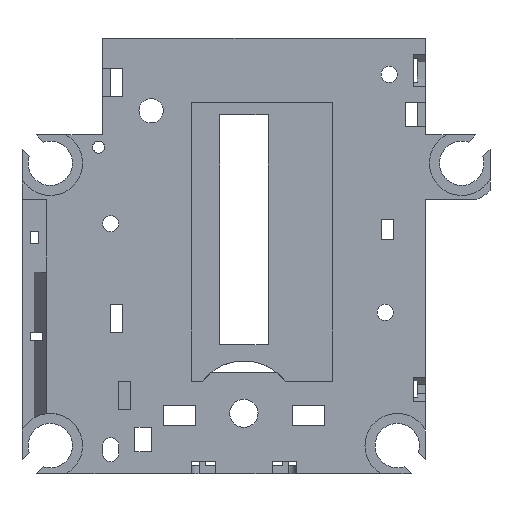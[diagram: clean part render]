
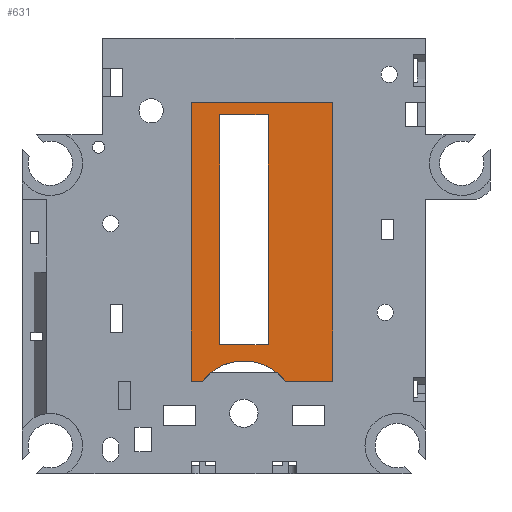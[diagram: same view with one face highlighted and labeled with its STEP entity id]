
A CAD part, front view. The second image highlights one B-rep face of the part: STEP entity #631.
In plain terms, the highlighted planar face has unit normal (0, -1, 0).
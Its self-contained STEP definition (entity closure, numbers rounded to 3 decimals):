
#541=CARTESIAN_POINT('POINT54',(6.,-139.,74.));
#542=VERTEX_POINT('VERTEX54',#541);
#543=CARTESIAN_POINT('POINT55',(-6.,-139.,74.));
#544=VERTEX_POINT('VERTEX55',#543);
#545=CARTESIAN_POINT('POS57',(3.,-139.,74.));
#546=DIRECTION('DIR80',(-1.,0.,0.));
#547=VECTOR('VEC34',#546,1.);
#548=LINE('STRAIGHT34',#545,#547);
#549=EDGE_CURVE('EDGE63',#542,#544,#548,.T.);
#550=ORIENTED_EDGE('COEDGE72',*,*,#549,.F.);
#551=CARTESIAN_POINT('POINT56',(6.,-139.,17.));
#552=VERTEX_POINT('VERTEX56',#551);
#553=CARTESIAN_POINT('POS58',(6.,-139.,8.5));
#554=DIRECTION('DIR81',(0.,0.,1.));
#555=VECTOR('VEC35',#554,1.);
#556=LINE('STRAIGHT35',#553,#555);
#557=EDGE_CURVE('EDGE64',#552,#542,#556,.T.);
#558=ORIENTED_EDGE('COEDGE73',*,*,#557,.F.);
#559=CARTESIAN_POINT('POINT57',(-6.,-139.,17.));
#560=VERTEX_POINT('VERTEX57',#559);
#561=CARTESIAN_POINT('POS59',(-3.,-139.,17.));
#562=DIRECTION('DIR82',(1.,0.,0.));
#563=VECTOR('VEC36',#562,1.);
#564=LINE('STRAIGHT36',#561,#563);
#565=EDGE_CURVE('EDGE65',#560,#552,#564,.T.);
#566=ORIENTED_EDGE('COEDGE74',*,*,#565,.F.);
#567=CARTESIAN_POINT('POS60',(-6.,-139.,37.));
#568=DIRECTION('DIR83',(0.,0.,-1.));
#569=VECTOR('VEC37',#568,1.);
#570=LINE('STRAIGHT37',#567,#569);
#571=EDGE_CURVE('EDGE66',#544,#560,#570,.T.);
#572=ORIENTED_EDGE('COEDGE75',*,*,#571,.F.);
#573=EDGE_LOOP('NONE',(#550,#558,#566,#572));
#574=FACE_BOUND('LOOP1',#573,.T.);
#575=CARTESIAN_POINT('POINT58',(10.247,-139.,
   8.));
#576=VERTEX_POINT('VERTEX58',#575);
#577=CARTESIAN_POINT('POINT59',(22.,-139.,8.));
#578=VERTEX_POINT('VERTEX59',#577);
#579=CARTESIAN_POINT('POS61',(-6.5,-139.,8.));
#580=DIRECTION('DIR84',(1.,0.,0.));
#581=VECTOR('VEC38',#580,1.);
#582=LINE('STRAIGHT38',#579,#581);
#583=EDGE_CURVE('EDGE67',#576,#578,#582,.T.);
#584=ORIENTED_EDGE('COEDGE76',*,*,#583,.T.);
#585=CARTESIAN_POINT('POINT60',(22.,-139.,77.));
#586=VERTEX_POINT('VERTEX60',#585);
#587=CARTESIAN_POINT('POS62',(22.,-139.,4.));
#588=DIRECTION('DIR85',(0.,0.,1.));
#589=VECTOR('VEC39',#588,1.);
#590=LINE('STRAIGHT39',#587,#589);
#591=EDGE_CURVE('EDGE68',#578,#586,#590,.T.);
#592=ORIENTED_EDGE('COEDGE77',*,*,#591,.T.);
#593=CARTESIAN_POINT('POINT61',(-13.,-139.,77.));
#594=VERTEX_POINT('VERTEX61',#593);
#595=CARTESIAN_POINT('POS63',(11.,-139.,77.));
#596=DIRECTION('DIR86',(-1.,0.,0.));
#597=VECTOR('VEC40',#596,1.);
#598=LINE('STRAIGHT40',#595,#597);
#599=EDGE_CURVE('EDGE69',#586,#594,#598,.T.);
#600=ORIENTED_EDGE('COEDGE78',*,*,#599,.T.);
#601=CARTESIAN_POINT('POINT62',(-13.,-139.,8.));
#602=VERTEX_POINT('VERTEX62',#601);
#603=CARTESIAN_POINT('POS64',(-13.,-139.,38.5));
#604=DIRECTION('DIR87',(0.,0.,-1.));
#605=VECTOR('VEC41',#604,1.);
#606=LINE('STRAIGHT41',#603,#605);
#607=EDGE_CURVE('EDGE70',#594,#602,#606,.T.);
#608=ORIENTED_EDGE('COEDGE79',*,*,#607,.T.);
#609=CARTESIAN_POINT('POINT63',(-10.247,-139.,
   8.));
#610=VERTEX_POINT('VERTEX63',#609);
#611=CARTESIAN_POINT('POS65',(-6.5,-139.,8.));
#612=DIRECTION('DIR88',(1.,0.,0.));
#613=VECTOR('VEC42',#612,1.);
#614=LINE('STRAIGHT42',#611,#613);
#615=EDGE_CURVE('EDGE71',#602,#610,#614,.T.);
#616=ORIENTED_EDGE('COEDGE80',*,*,#615,.T.);
#617=CARTESIAN_POINT('POS66',(0.,-139.,0.));
#618=DIRECTION('DIR89',(0.,-1.,0.));
#619=DIRECTION('DIR90',(1.,0.,0.));
#620=AXIS2_PLACEMENT_3D('AXIS24',#617,#618,#619);
#621=CIRCLE('ELLIPSE14',#620,13.);
#622=EDGE_CURVE('EDGE72',#576,#610,#621,.T.);
#623=ORIENTED_EDGE('COEDGE81',*,*,#622,.F.);
#624=EDGE_LOOP('NONE',(#584,#592,#600,#608,#616,#623));
#625=FACE_BOUND('LOOP1',#624,.T.);
#626=CARTESIAN_POINT('POS67',(0.,-139.,0.));
#627=DIRECTION('DIR91',(0.,-1.,0.));
#628=DIRECTION('DIR92',(1.,0.,0.));
#629=AXIS2_PLACEMENT_3D('AXIS25',#626,#627,#628);
#630=PLANE('PLANE5',#629);
#631=ADVANCED_FACE('FACE19',(#574,#625),#630,.T.);
